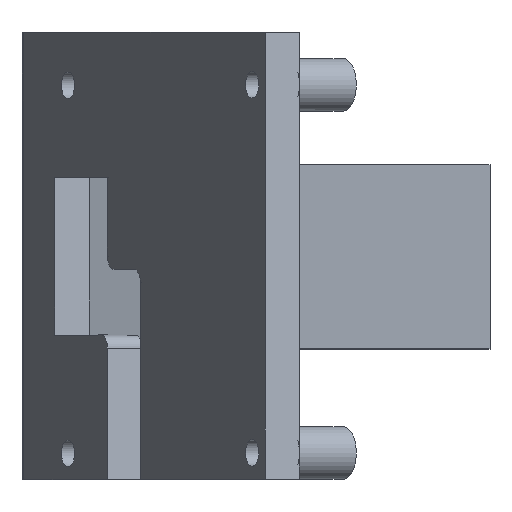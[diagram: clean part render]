
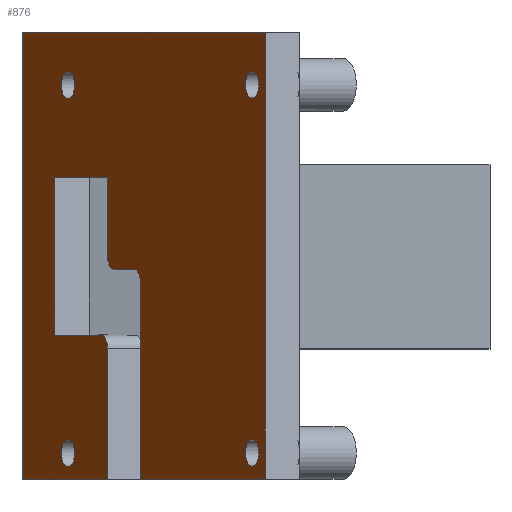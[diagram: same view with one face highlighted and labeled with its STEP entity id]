
A CAD part, top view. The second image highlights one B-rep face of the part: STEP entity #876.
In plain terms, the highlighted planar face has unit normal (-0.866, 0, 0.5).
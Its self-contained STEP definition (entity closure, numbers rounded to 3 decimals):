
#18=FACE_BOUND('',#129,.T.);
#19=FACE_BOUND('',#130,.T.);
#20=FACE_BOUND('',#131,.T.);
#21=FACE_BOUND('',#132,.T.);
#42=PLANE('',#954);
#78=FACE_OUTER_BOUND('',#128,.T.);
#128=EDGE_LOOP('',(#690,#691,#692,#693,#694,#695,#696,#697,#698,#699,#700,
#701,#702,#703,#704));
#129=EDGE_LOOP('',(#705));
#130=EDGE_LOOP('',(#706));
#131=EDGE_LOOP('',(#707));
#132=EDGE_LOOP('',(#708));
#189=LINE('',#1315,#279);
#193=LINE('',#1328,#283);
#207=LINE('',#1360,#297);
#222=LINE('',#1408,#312);
#224=LINE('',#1412,#314);
#225=LINE('',#1415,#315);
#226=LINE('',#1416,#316);
#227=LINE('',#1417,#317);
#228=LINE('',#1419,#318);
#229=LINE('',#1421,#319);
#230=LINE('',#1423,#320);
#231=LINE('',#1424,#321);
#279=VECTOR('',#1044,10.);
#283=VECTOR('',#1054,10.);
#297=VECTOR('',#1082,10.);
#312=VECTOR('',#1127,10.);
#314=VECTOR('',#1131,10.);
#315=VECTOR('',#1134,10.);
#316=VECTOR('',#1135,10.);
#317=VECTOR('',#1136,10.);
#318=VECTOR('',#1137,10.);
#319=VECTOR('',#1138,10.);
#320=VECTOR('',#1139,10.);
#321=VECTOR('',#1140,10.);
#351=CIRCLE('',#935,1.);
#353=CIRCLE('',#939,1.);
#363=CIRCLE('',#951,1.);
#364=CIRCLE('',#955,1.);
#365=CIRCLE('',#956,1.);
#366=CIRCLE('',#957,1.);
#367=CIRCLE('',#958,1.);
#404=VERTEX_POINT('',#1312);
#405=VERTEX_POINT('',#1314);
#410=VERTEX_POINT('',#1325);
#411=VERTEX_POINT('',#1327);
#418=VERTEX_POINT('',#1350);
#419=VERTEX_POINT('',#1351);
#422=VERTEX_POINT('',#1359);
#424=VERTEX_POINT('',#1365);
#439=VERTEX_POINT('',#1402);
#440=VERTEX_POINT('',#1404);
#441=VERTEX_POINT('',#1410);
#442=VERTEX_POINT('',#1414);
#443=VERTEX_POINT('',#1418);
#444=VERTEX_POINT('',#1420);
#445=VERTEX_POINT('',#1422);
#446=VERTEX_POINT('',#1425);
#447=VERTEX_POINT('',#1427);
#448=VERTEX_POINT('',#1429);
#449=VERTEX_POINT('',#1431);
#489=EDGE_CURVE('',#404,#405,#189,.T.);
#495=EDGE_CURVE('',#411,#410,#193,.T.);
#507=EDGE_CURVE('',#418,#419,#351,.T.);
#511=EDGE_CURVE('',#422,#419,#207,.T.);
#514=EDGE_CURVE('',#422,#424,#353,.T.);
#535=EDGE_CURVE('',#439,#440,#363,.T.);
#537=EDGE_CURVE('',#404,#440,#222,.T.);
#539=EDGE_CURVE('',#418,#441,#224,.T.);
#540=EDGE_CURVE('',#442,#441,#225,.T.);
#541=EDGE_CURVE('',#442,#411,#226,.T.);
#542=EDGE_CURVE('',#405,#410,#227,.T.);
#543=EDGE_CURVE('',#439,#443,#228,.T.);
#544=EDGE_CURVE('',#444,#443,#229,.T.);
#545=EDGE_CURVE('',#444,#445,#230,.T.);
#546=EDGE_CURVE('',#445,#424,#231,.T.);
#547=EDGE_CURVE('',#446,#446,#364,.T.);
#548=EDGE_CURVE('',#447,#447,#365,.T.);
#549=EDGE_CURVE('',#448,#448,#366,.T.);
#550=EDGE_CURVE('',#449,#449,#367,.T.);
#690=ORIENTED_EDGE('',*,*,#514,.F.);
#691=ORIENTED_EDGE('',*,*,#511,.T.);
#692=ORIENTED_EDGE('',*,*,#507,.F.);
#693=ORIENTED_EDGE('',*,*,#539,.T.);
#694=ORIENTED_EDGE('',*,*,#540,.F.);
#695=ORIENTED_EDGE('',*,*,#541,.T.);
#696=ORIENTED_EDGE('',*,*,#495,.T.);
#697=ORIENTED_EDGE('',*,*,#542,.F.);
#698=ORIENTED_EDGE('',*,*,#489,.F.);
#699=ORIENTED_EDGE('',*,*,#537,.T.);
#700=ORIENTED_EDGE('',*,*,#535,.F.);
#701=ORIENTED_EDGE('',*,*,#543,.T.);
#702=ORIENTED_EDGE('',*,*,#544,.F.);
#703=ORIENTED_EDGE('',*,*,#545,.T.);
#704=ORIENTED_EDGE('',*,*,#546,.T.);
#705=ORIENTED_EDGE('',*,*,#547,.T.);
#706=ORIENTED_EDGE('',*,*,#548,.T.);
#707=ORIENTED_EDGE('',*,*,#549,.T.);
#708=ORIENTED_EDGE('',*,*,#550,.T.);
#876=ADVANCED_FACE('',(#78,#18,#19,#20,#21),#42,.F.);
#935=AXIS2_PLACEMENT_3D('',#1352,#1074,#1075);
#939=AXIS2_PLACEMENT_3D('',#1366,#1087,#1088);
#951=AXIS2_PLACEMENT_3D('',#1405,#1122,#1123);
#954=AXIS2_PLACEMENT_3D('',#1413,#1132,#1133);
#955=AXIS2_PLACEMENT_3D('',#1426,#1141,#1142);
#956=AXIS2_PLACEMENT_3D('',#1428,#1143,#1144);
#957=AXIS2_PLACEMENT_3D('',#1430,#1145,#1146);
#958=AXIS2_PLACEMENT_3D('',#1432,#1147,#1148);
#1044=DIRECTION('',(-0.5,0.,-0.866));
#1054=DIRECTION('',(-0.5,0.,-0.866));
#1074=DIRECTION('center_axis',(-0.866,0.,
0.5));
#1075=DIRECTION('ref_axis',(0.354,0.707,0.612));
#1082=DIRECTION('',(0.5,0.,0.866));
#1087=DIRECTION('center_axis',(0.866,0.,-0.5));
#1088=DIRECTION('ref_axis',(-0.354,-0.707,-0.612));
#1122=DIRECTION('center_axis',(0.866,0.,-0.5));
#1123=DIRECTION('ref_axis',(0.354,0.707,0.612));
#1127=DIRECTION('',(0.,1.,0.));
#1131=DIRECTION('',(0.,-1.,0.));
#1132=DIRECTION('center_axis',(0.866,0.,-0.5));
#1133=DIRECTION('ref_axis',(0.,1.,0.));
#1134=DIRECTION('',(-0.5,0.,-0.866));
#1135=DIRECTION('',(0.,1.,0.));
#1136=DIRECTION('',(0.,1.,0.));
#1137=DIRECTION('',(-0.5,0.,-0.866));
#1138=DIRECTION('',(0.,-1.,0.));
#1139=DIRECTION('',(0.5,0.,0.866));
#1140=DIRECTION('',(0.,-1.,0.));
#1141=DIRECTION('center_axis',(0.866,0.,-0.5));
#1142=DIRECTION('ref_axis',(0.,1.,0.));
#1143=DIRECTION('center_axis',(0.866,0.,-0.5));
#1144=DIRECTION('ref_axis',(0.,1.,0.));
#1145=DIRECTION('center_axis',(0.866,0.,-0.5));
#1146=DIRECTION('ref_axis',(0.,1.,0.));
#1147=DIRECTION('center_axis',(0.866,0.,-0.5));
#1148=DIRECTION('ref_axis',(0.,1.,0.));
#1312=CARTESIAN_POINT('',(-57.659,-16.539,-18.361));
#1314=CARTESIAN_POINT('',(-64.025,-16.539,-29.387));
#1315=CARTESIAN_POINT('',(-61.659,-16.539,-25.289));
#1325=CARTESIAN_POINT('',(-64.025,17.461,-29.387));
#1327=CARTESIAN_POINT('',(-45.659,17.461,2.424));
#1328=CARTESIAN_POINT('',(-61.659,17.461,-25.289));
#1350=CARTESIAN_POINT('',(-55.159,-1.539,-14.03));
#1351=CARTESIAN_POINT('',(-55.659,-0.539,-14.896));
#1352=CARTESIAN_POINT('Origin',(-55.659,-1.539,-14.896));
#1359=CARTESIAN_POINT('',(-57.159,-0.539,-17.495));
#1360=CARTESIAN_POINT('',(-55.659,-0.539,-14.896));
#1365=CARTESIAN_POINT('',(-57.659,0.461,-18.361));
#1366=CARTESIAN_POINT('Origin',(-57.159,0.461,-17.495));
#1402=CARTESIAN_POINT('',(-58.159,-5.539,-19.227));
#1404=CARTESIAN_POINT('',(-57.659,-6.539,-18.361));
#1405=CARTESIAN_POINT('Origin',(-58.159,-6.539,-19.227));
#1408=CARTESIAN_POINT('',(-57.659,-8.539,-18.361));
#1410=CARTESIAN_POINT('',(-55.159,-16.539,-14.03));
#1412=CARTESIAN_POINT('',(-55.159,-0.539,-14.03));
#1413=CARTESIAN_POINT('Origin',(-53.659,-0.539,-11.432));
#1414=CARTESIAN_POINT('',(-45.659,-16.539,2.424));
#1415=CARTESIAN_POINT('',(-61.659,-16.539,-25.289));
#1416=CARTESIAN_POINT('',(-45.659,8.461,2.424));
#1417=CARTESIAN_POINT('',(-64.025,-0.039,-29.387));
#1418=CARTESIAN_POINT('',(-61.659,-5.539,-25.289));
#1419=CARTESIAN_POINT('',(-55.659,-5.539,-14.896));
#1420=CARTESIAN_POINT('',(-61.659,6.461,-25.289));
#1421=CARTESIAN_POINT('',(-61.659,17.461,-25.289));
#1422=CARTESIAN_POINT('',(-57.659,6.461,-18.361));
#1423=CARTESIAN_POINT('',(-57.659,6.461,-18.361));
#1424=CARTESIAN_POINT('',(-57.659,2.961,-18.361));
#1425=CARTESIAN_POINT('',(-46.659,-15.539,0.692));
#1426=CARTESIAN_POINT('Origin',(-46.659,-14.539,0.692));
#1427=CARTESIAN_POINT('',(-46.659,12.461,0.692));
#1428=CARTESIAN_POINT('Origin',(-46.659,13.461,0.692));
#1429=CARTESIAN_POINT('',(-60.659,12.461,-23.557));
#1430=CARTESIAN_POINT('Origin',(-60.659,13.461,-23.557));
#1431=CARTESIAN_POINT('',(-60.659,-15.539,-23.557));
#1432=CARTESIAN_POINT('Origin',(-60.659,-14.539,-23.557));
